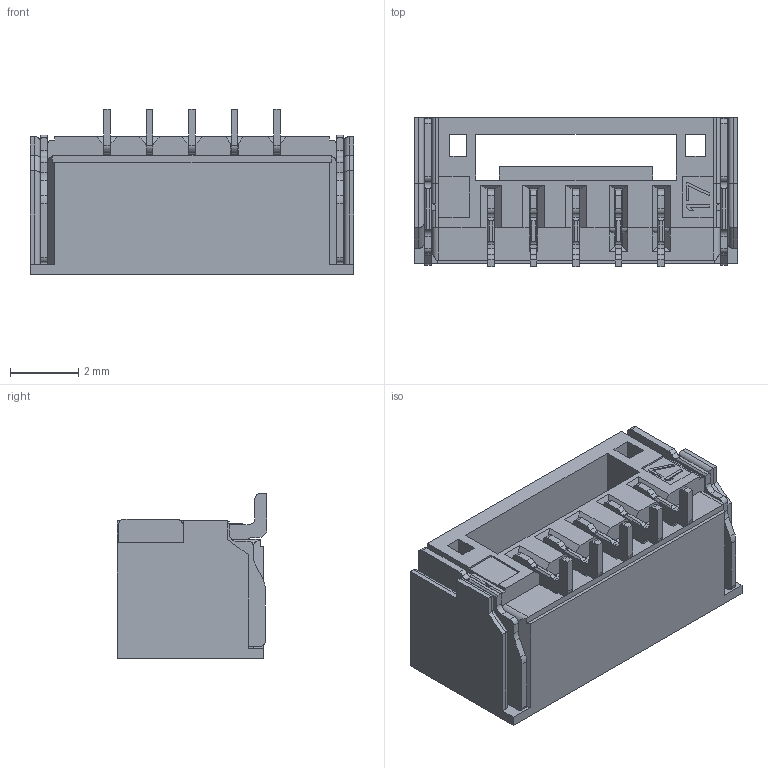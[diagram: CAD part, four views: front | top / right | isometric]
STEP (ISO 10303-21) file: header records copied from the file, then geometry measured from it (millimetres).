
FILE_DESCRIPTION (( 'STEP AP214' ), '1' );
FILE_NAME ('WF11-0N05T43N11.STEP', '2023-08-12T06:23:41', ( '' ), ( '' ), 'SwSTEP 2.0', 'SolidWorks 2023', '' );
FILE_SCHEMA (( 'AUTOMOTIVE_DESIGN' ));
Length unit declared in the file: millimetre
Products named in the file (1): WF11-0N05T43N11
Bounding box: 9.5 x 4.4 x 4.85 mm (x, y, z)
Volume: 92.6 mm3; surface area: 449.1 mm2
Topology: 1 solids, 1 shells, 625 faces, 1876 edges, 1210 vertices
Faces by surface type: plane 426, cylinder 199
Entity records: 23571 total; most frequent: CARTESIAN_POINT 3820, ORIENTED_EDGE 3752, DIRECTION 3454, EDGE_CURVE 1876, VECTOR 1478, LINE 1478, VERTEX_POINT 1210, AXIS2_PLACEMENT_3D 988
